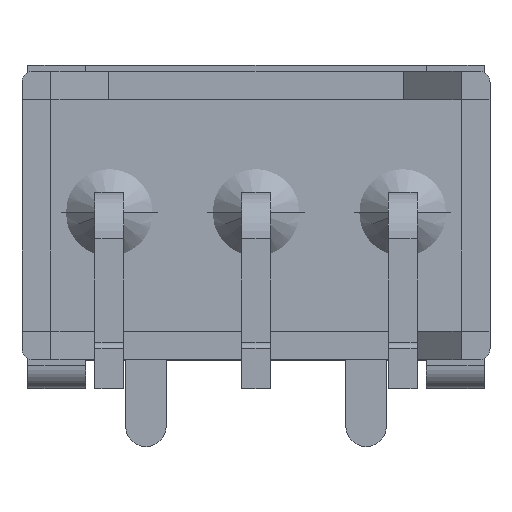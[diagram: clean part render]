
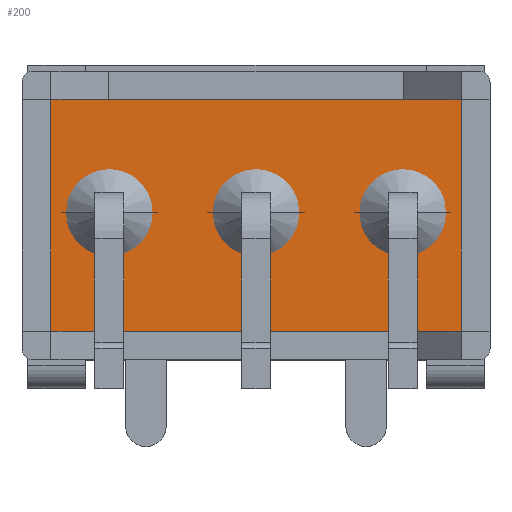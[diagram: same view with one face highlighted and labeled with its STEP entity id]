
A CAD part, front view. The second image highlights one B-rep face of the part: STEP entity #200.
In plain terms, the highlighted free-form (B-spline) face has degree [1, 1] with [2, 2] control points.
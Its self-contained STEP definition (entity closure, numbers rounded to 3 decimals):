
#72=CARTESIAN_POINT('',(3.55,1.96,5.0));
#73=VERTEX_POINT('',#72);
#88=CARTESIAN_POINT('',(-3.55,1.96,5.0));
#89=VERTEX_POINT('',#88);
#96=CARTESIAN_POINT('',(3.55,1.96,5.0));
#97=DIRECTION('',(-1.0,0.0,0.0));
#98=VECTOR('',#97,7.1);
#99=LINE('',#96,#98);
#100=EDGE_CURVE('',#73,#89,#99,.T.);
#110=CARTESIAN_POINT('',(3.55,1.96,1.));
#111=VERTEX_POINT('',#110);
#120=CARTESIAN_POINT('',(-3.55,1.96,1.));
#121=VERTEX_POINT('',#120);
#122=CARTESIAN_POINT('',(-3.55,1.96,1.));
#123=DIRECTION('',(1.0,0.0,0.0));
#124=VECTOR('',#123,7.1);
#125=LINE('',#122,#124);
#126=EDGE_CURVE('',#121,#111,#125,.T.);
#172=CARTESIAN_POINT('',(-3.55,1.96,5.0));
#173=DIRECTION('',(0.0,0.0,-1.0));
#174=VECTOR('',#173,4.);
#175=LINE('',#172,#174);
#176=EDGE_CURVE('',#89,#121,#175,.T.);
#184=CARTESIAN_POINT('',(3.55,1.96,5.0));
#185=CARTESIAN_POINT('',(3.55,1.96,1.));
#186=CARTESIAN_POINT('',(-3.55,1.96,5.0));
#187=CARTESIAN_POINT('',(-3.55,1.96,1.));
#188=B_SPLINE_SURFACE_WITH_KNOTS('',1,1,((#184,#186),(#185,#187)),.UNSPECIFIED.,.F.,.F.,.U.,(2,2),(2,2),(0.0,4.),(0.0,7.1),.UNSPECIFIED.);
#189=CARTESIAN_POINT('',(3.55,1.96,5.0));
#190=DIRECTION('',(0.0,0.0,-1.0));
#191=VECTOR('',#190,4.);
#192=LINE('',#189,#191);
#193=EDGE_CURVE('',#73,#111,#192,.T.);
#194=ORIENTED_EDGE('',*,*,#193,.F.);
#195=ORIENTED_EDGE('',*,*,#100,.T.);
#196=ORIENTED_EDGE('',*,*,#176,.T.);
#197=ORIENTED_EDGE('',*,*,#126,.T.);
#198=EDGE_LOOP('',(#194,#195,#196,#197));
#199=FACE_OUTER_BOUND('',#198,.T.);
#200=ADVANCED_FACE('',(#199),#188,.F.);
